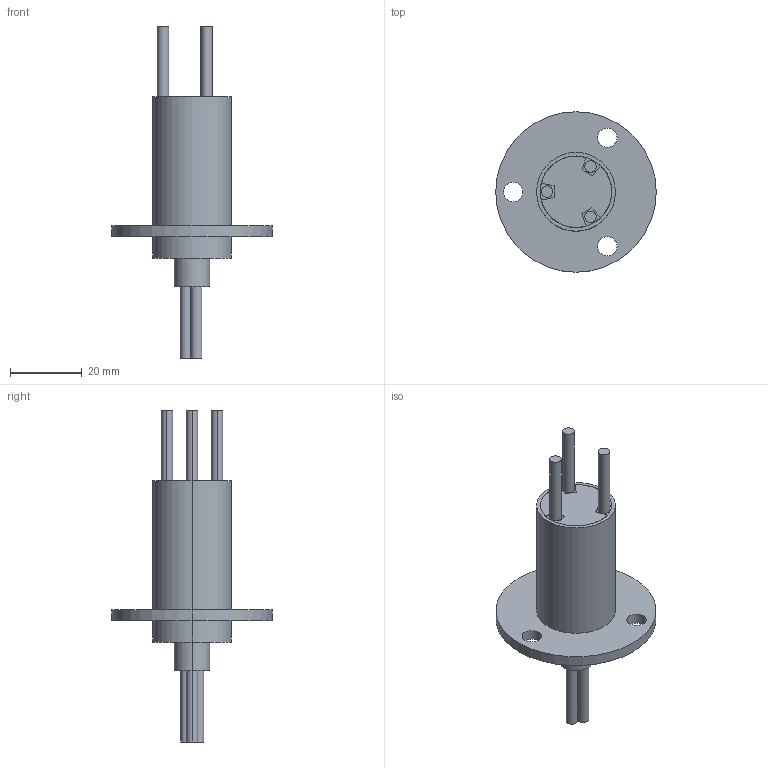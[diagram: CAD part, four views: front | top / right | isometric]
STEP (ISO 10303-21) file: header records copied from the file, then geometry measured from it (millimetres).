
FILE_DESCRIPTION (( 'STEP AP203' ), '1' );
FILE_NAME ('RW1320.STEP', '2020-07-20T02:00:33', ( 'gongcheng1' ), ( '' ), 'SwSTEP 2.0', 'SolidWorks 2014', '' );
FILE_SCHEMA (( 'CONFIG_CONTROL_DESIGN' ));
Length unit declared in the file: millimetre
Products named in the file (1): RW1320
Bounding box: 44.8 x 44.8 x 92.7 mm (x, y, z)
Volume: 22046.7 mm3; surface area: 8205 mm2
Topology: 1 solids, 1 shells, 64 faces, 147 edges, 98 vertices
Faces by surface type: cylinder 34, plane 30
Entity records: 1934 total; most frequent: DIRECTION 351, CARTESIAN_POINT 310, ORIENTED_EDGE 294, EDGE_CURVE 147, AXIS2_PLACEMENT_3D 139, VERTEX_POINT 98, EDGE_LOOP 83, CIRCLE 74
